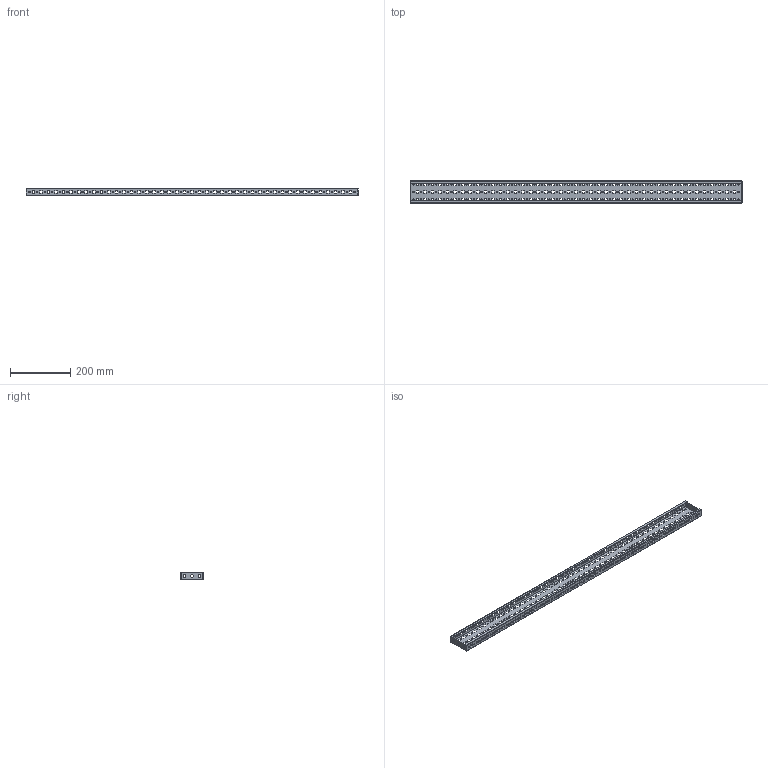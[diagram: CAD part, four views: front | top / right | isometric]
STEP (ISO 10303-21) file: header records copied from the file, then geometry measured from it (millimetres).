
FILE_DESCRIPTION (( 'STEP AP203' ), '1' );
FILE_NAME ('AC00C418.step', '2011-01-20T13:18:34', ( 'User' ), ( 'DKC' ), 'SwSTEP 2.0', 'SolidWorks 2010', '' );
FILE_SCHEMA (( 'CONFIG_CONTROL_DESIGN' ));
Products named in the file (1): AC00C418
Bounding box: 1099 x 75 x 25 mm (x, y, z)
Volume: 196411.5 mm3; surface area: 281981.2 mm2
Topology: 1 solids, 1 shells, 1370 faces, 4060 edges, 2692 vertices
Faces by surface type: plane 906, cylinder 464
Entity records: 47545 total; most frequent: CARTESIAN_POINT 8123, ORIENTED_EDGE 8120, DIRECTION 7734, EDGE_CURVE 4060, LINE 3128, VECTOR 3128, VERTEX_POINT 2692, AXIS2_PLACEMENT_3D 2303
